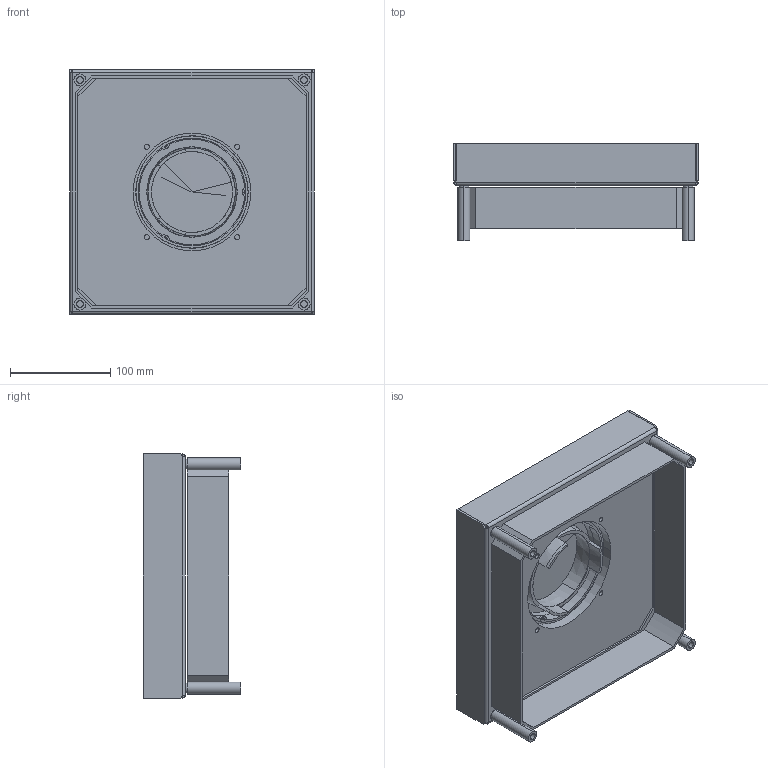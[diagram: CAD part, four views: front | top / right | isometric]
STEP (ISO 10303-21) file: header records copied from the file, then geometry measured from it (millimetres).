
FILE_DESCRIPTION((''),'2;1');
FILE_NAME('T-00948_ASM','2022-10-19T07:32:11',('letterg'),(''),'CREO PARAMETRIC BY PTC INC, 2022024','CREO PARAMETRIC BY PTC INC, 2022024','');
FILE_SCHEMA(('AUTOMOTIVE_DESIGN { 1 0 10303 214 1 1 1 1 }'));
Length unit declared in the file: millimetre
Products named in the file (13): T-00631; T-00632; T-00625; T-00828_ASM; T-00721GEN; T-00720GEN; T-G00076; T-00791GEN_ASM; T-00722S; T-00634; T-00875_ASM; T-00619; T-00948_ASM
Assembly tree (15 placements, depth 4):
  T-00948_ASM
    T-00828_ASM
      T-00631
      T-00632  x4
      T-00625
    T-00875_ASM
      T-00791GEN_ASM
        T-00721GEN
        T-00720GEN
        T-G00076
      T-00722S
      T-00634
    T-00619
Bounding box: 243 x 97 x 243 mm (x, y, z)
Volume: 869672.2 mm3; surface area: 506221.1 mm2
Topology: 12 solids, 12 shells, 273 faces, 631 edges, 395 vertices
Faces by surface type: plane 148, cylinder 115, cone 10
Entity records: 8670 total; most frequent: DIRECTION 1310, CARTESIAN_POINT 1218, ORIENTED_EDGE 1114, EDGE_CURVE 557, AXIS2_PLACEMENT_3D 476, VECTOR 358, LINE 358, VERTEX_POINT 347
